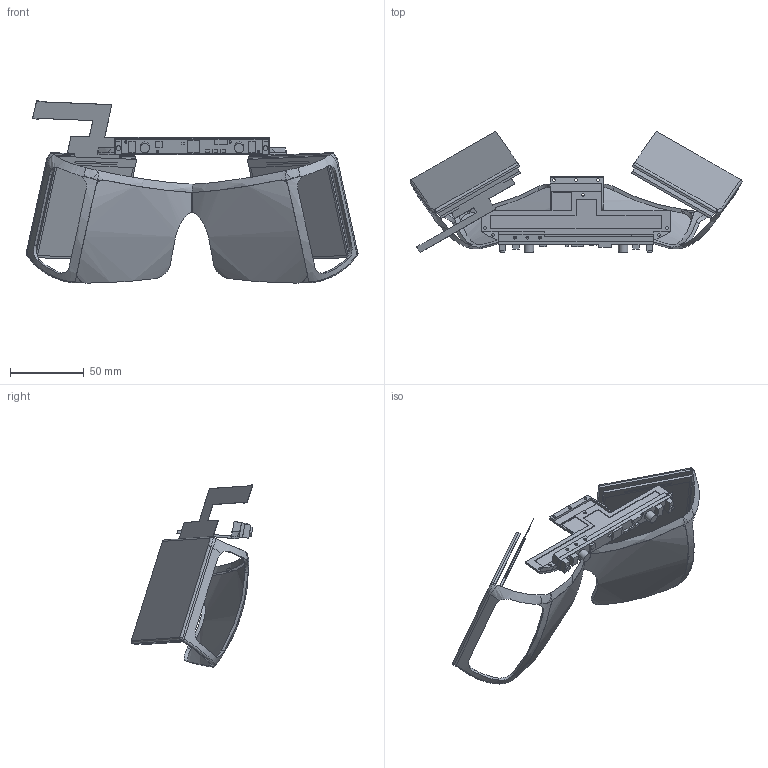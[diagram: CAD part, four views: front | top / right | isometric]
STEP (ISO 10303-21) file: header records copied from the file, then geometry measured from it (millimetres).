
FILE_DESCRIPTION( ( '' ), ' ' );
FILE_NAME( '5b0ddd32b870d30edb8f0a17.step', '2018-05-29T23:07:48', ( '' ), ( '' ), ' ', ' ', ' ' );
FILE_SCHEMA( ( 'AUTOMOTIVE_DESIGN { 1 0 10303 214 1 1 1 1 }' ) );
Length unit declared in the file: metre
Products named in the file (14): Drawing Assembly <1>; Part 6; VS033QHM-NW0 v1; Part 7; Part 8; Assem1; Final Reflector; Part 14; Part 1; Rigel  PCB Reference; Part 2
Assembly tree (13 placements, depth 3):
  Assem1
    Final Reflector
    Part 14
    Part 1
    Rigel  PCB Reference
    Part 2
    Drawing Assembly <1>
      Part 6
      VS033QHM-NW0 v1
      Part 7
      VS033QHM-NW0 v1
      Part 8
      VS033QHM-NW0 v1
      VS033QHM-NW0 v1
Bounding box: 225.33 x 82.5 x 123.66 mm (x, y, z)
Volume: 33482.2 mm3; surface area: 92467.6 mm2
Topology: 9 solids, 12 shells, 349 faces, 902 edges, 579 vertices
Faces by surface type: plane 217, cylinder 76, bspline 44, extrusion 8, sphere 4
Full cylindrical faces by diameter (mm): 1.622 x4, 1.626 x4, 2 x11, 3.228 x2, 6.444 x2
Entity records: 38801 total; most frequent: CARTESIAN_POINT 29896, ORIENTED_EDGE 1722, DIRECTION 1314, EDGE_CURVE 861, VERTEX_POINT 569, VECTOR 542, LINE 532, EDGE_LOOP 438
